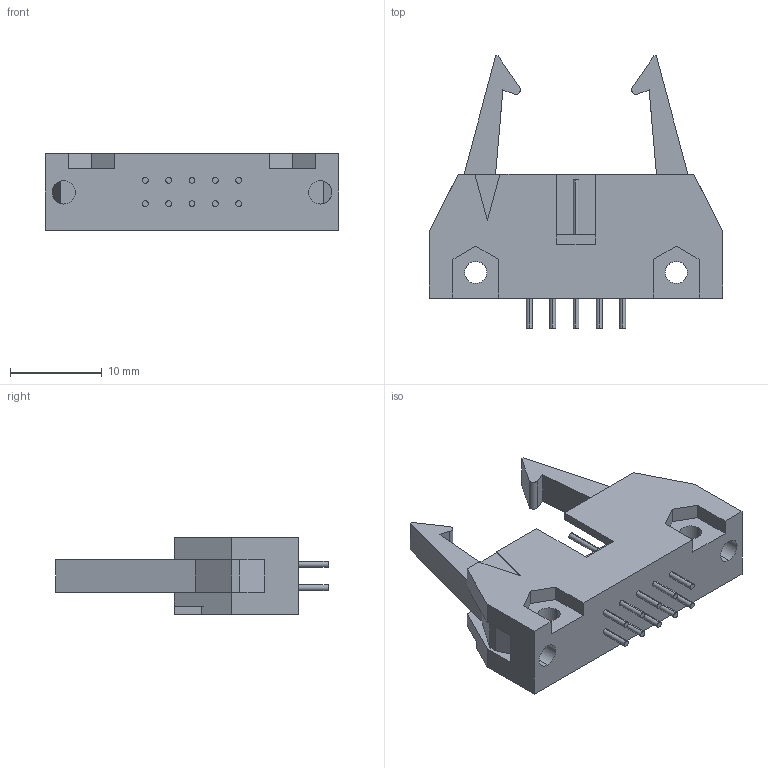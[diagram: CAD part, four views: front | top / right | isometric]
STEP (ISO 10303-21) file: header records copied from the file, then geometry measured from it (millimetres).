
FILE_DESCRIPTION (( 'STEP AP214' ), '1' );
FILE_NAME ('4560E7CD-AC39-43FD-9725-ED3815E83CAE.STEP', '2009-04-29T03:47:40', ( 'sysAdmin' ), ( 'SolidWorks' ), 'SwSTEP 2.0', 'SolidWorks 2009', '' );
FILE_SCHEMA (( 'AUTOMOTIVE_DESIGN' ));
Length unit declared in the file: millimetre
Products named in the file (1): 4560E7CD-AC39-43FD-9725-ED3815E83CAE
Bounding box: 32 x 29.64 x 8.38 mm (x, y, z)
Volume: 2604.1 mm3; surface area: 2560 mm2
Topology: 1 solids, 1 shells, 145 faces, 361 edges, 236 vertices
Faces by surface type: plane 95, cylinder 50
Entity records: 5424 total; most frequent: DIRECTION 757, CARTESIAN_POINT 743, ORIENTED_EDGE 722, EDGE_CURVE 361, LINE 257, VECTOR 257, AXIS2_PLACEMENT_3D 250, VERTEX_POINT 236
